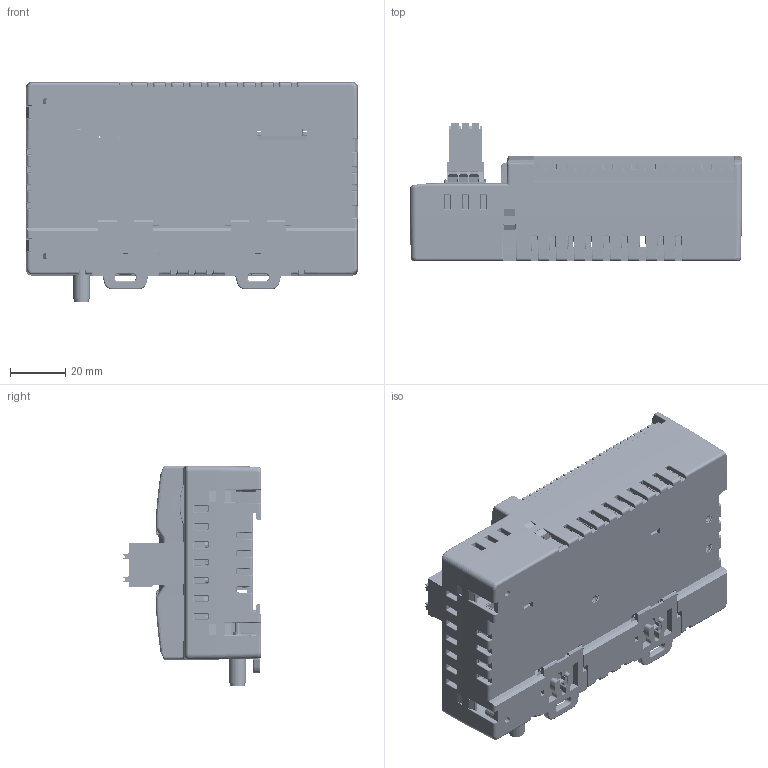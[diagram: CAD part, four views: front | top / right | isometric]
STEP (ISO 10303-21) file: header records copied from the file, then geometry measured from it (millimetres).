
FILE_DESCRIPTION((''),'2;1');
FILE_NAME('EIOT20_DAOGUI','2025-12-24T',('Administrator'),(''),'PRO/ENGINEER BY PARAMETRIC TECHNOLOGY CORPORATION, 2010040','PRO/ENGINEER BY PARAMETRIC TECHNOLOGY CORPORATION, 2010040','');
FILE_SCHEMA(('AUTOMOTIVE_DESIGN_CC2 { 1 2 10303 214 -1 1 5 2 }'));
Products named in the file (1): EIOT20_DAOGUI
Bounding box: 120 x 50 x 79.58 mm (x, y, z)
Volume: 104275.6 mm3; surface area: 103982.7 mm2
Topology: 12 solids, 19 shells, 10847 faces, 31261 edges, 20454 vertices
Faces by surface type: plane 6676, cylinder 2719, bspline 980, cone 374, torus 44, extrusion 36, sphere 18
Entity records: 460034 total; most frequent: CARTESIAN_POINT 96838, ORIENTED_EDGE 62314, DIRECTION 52827, EDGE_CURVE 31157, VERTEX_POINT 20454, VECTOR 20289, LINE 20253, AXIS2_PLACEMENT_3D 16269
